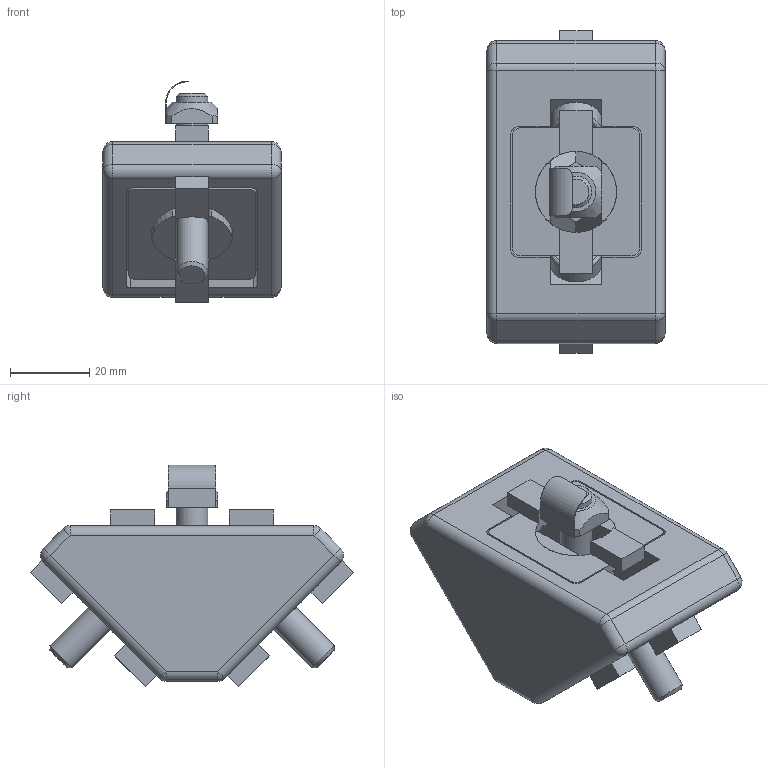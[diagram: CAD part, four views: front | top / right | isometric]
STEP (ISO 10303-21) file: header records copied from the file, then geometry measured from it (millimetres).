
FILE_DESCRIPTION(/* description */ ('Gleitmutter mit Federblech'),/* implementation_level */ '2;1');
FILE_NAME(/* name */ '211729-7.step',/* time_stamp */ '2021-08-27T13:29:51+02:00',/* author */ ('Gaertner'),/* organization */ (''),/* preprocessor_version */ 'ST-DEVELOPER v18.1',/* originating_system */ 'Autodesk Inventor 2021',/* authorisation */ '');
FILE_SCHEMA (('AUTOMOTIVE_DESIGN { 1 0 10303 214 3 1 1 }'));
Length unit declared in the file: millimetre
Products named in the file (6): leer; 21-1729-1FZ.002; leer_1; 21-1351-2FZ.005; leer_2; 21-2016-0FZ.002
Assembly tree (8 placements, depth 2):
  leer
    21-1729-1FZ.002
    leer_1
    21-1351-2FZ.005
    leer_2  x2
    21-2016-0FZ.002  x3
Bounding box: 45 x 81.47 x 56.04 mm (x, y, z)
Volume: 83748 mm3; surface area: 27882.1 mm2
Topology: 8 solids, 8 shells, 259 faces, 678 edges, 430 vertices
Faces by surface type: plane 151, cylinder 73, sphere 12, bspline 10, cone 7, torus 6
Full cylindrical faces by diameter (mm): 8 x4, 8.5 x1, 13 x3, 20.5 x3
Entity records: 6394 total; most frequent: CARTESIAN_POINT 1214, DIRECTION 1066, ORIENTED_EDGE 1028, EDGE_CURVE 514, AXIS2_PLACEMENT_3D 375, VERTEX_POINT 330, LINE 316, VECTOR 316
